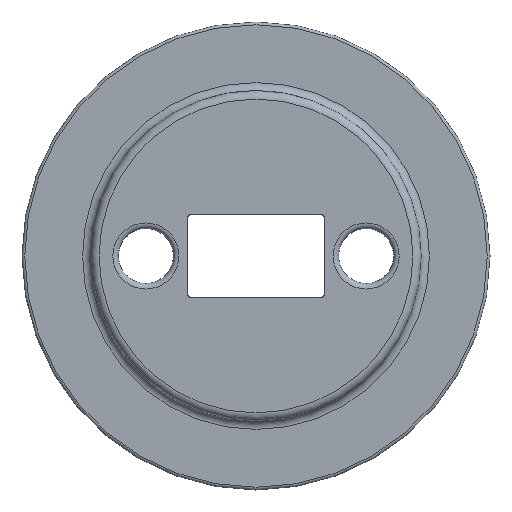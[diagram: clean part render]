
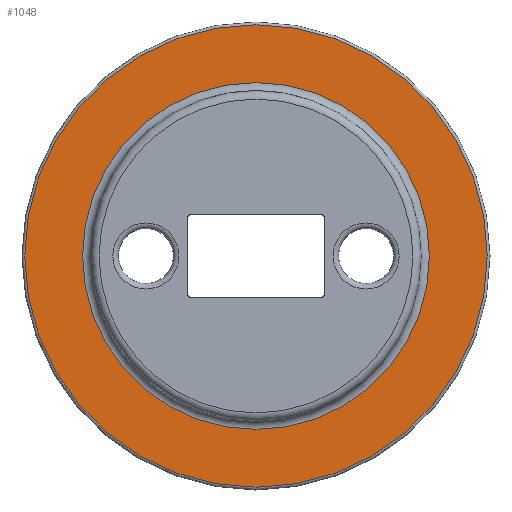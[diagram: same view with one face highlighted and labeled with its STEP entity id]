
A CAD part, front view. The second image highlights one B-rep face of the part: STEP entity #1048.
In plain terms, the highlighted planar face has unit normal (0, -1, 0).
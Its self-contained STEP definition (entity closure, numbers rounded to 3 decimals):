
#24=FACE_BOUND('',#314,.T.);
#36=PLANE('',#1140);
#254=FACE_OUTER_BOUND('',#313,.T.);
#313=EDGE_LOOP('',(#764));
#314=EDGE_LOOP('',(#765));
#396=CIRCLE('',#1138,42.);
#398=CIRCLE('',#1141,31.5);
#486=VERTEX_POINT('',#1663);
#487=VERTEX_POINT('',#1667);
#594=EDGE_CURVE('',#486,#486,#396,.T.);
#596=EDGE_CURVE('',#487,#487,#398,.T.);
#764=ORIENTED_EDGE('',*,*,#594,.F.);
#765=ORIENTED_EDGE('',*,*,#596,.F.);
#1048=ADVANCED_FACE('',(#254,#24),#36,.F.);
#1138=AXIS2_PLACEMENT_3D('',#1664,#1310,#1311);
#1140=AXIS2_PLACEMENT_3D('',#1666,#1314,#1315);
#1141=AXIS2_PLACEMENT_3D('',#1668,#1316,#1317);
#1310=DIRECTION('center_axis',(0.,1.,0.));
#1311=DIRECTION('ref_axis',(1.,0.,0.));
#1314=DIRECTION('center_axis',(0.,1.,0.));
#1315=DIRECTION('ref_axis',(1.,0.,0.));
#1316=DIRECTION('center_axis',(0.,-1.,0.));
#1317=DIRECTION('ref_axis',(1.,0.,0.));
#1663=CARTESIAN_POINT('',(0.,-5.,42.));
#1664=CARTESIAN_POINT('Origin',(0.,-5.,0.));
#1666=CARTESIAN_POINT('Origin',(0.,-5.,0.));
#1667=CARTESIAN_POINT('',(0.,-5.,31.5));
#1668=CARTESIAN_POINT('Origin',(0.,-5.,0.));
